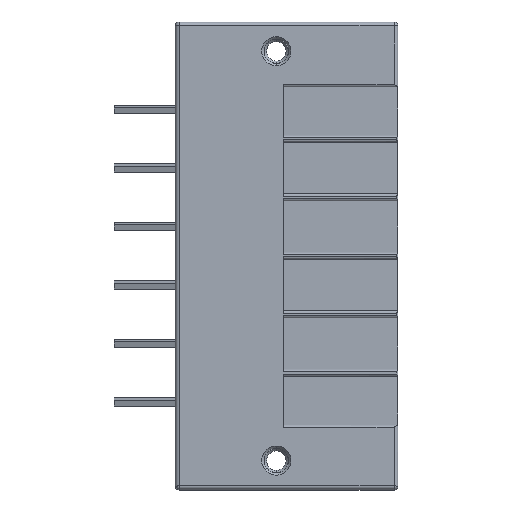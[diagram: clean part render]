
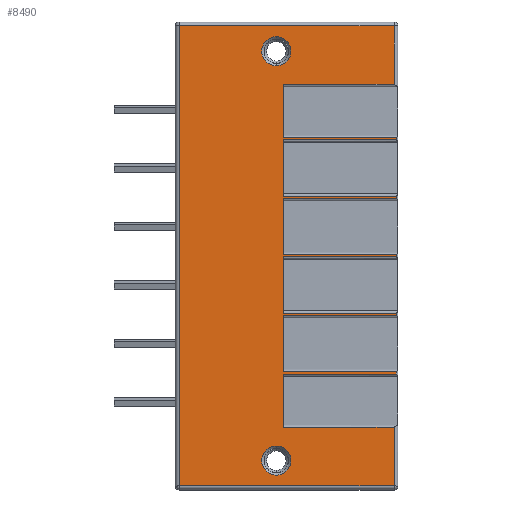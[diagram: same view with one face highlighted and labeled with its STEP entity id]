
A CAD part, top view. The second image highlights one B-rep face of the part: STEP entity #8490.
In plain terms, the highlighted planar face has unit normal (0, 0, 1).
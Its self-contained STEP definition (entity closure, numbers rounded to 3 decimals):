
#192=CARTESIAN_POINT('',(2.,49.53,6.956));
#193=DIRECTION('',(0.,0.,-1.));
#194=DIRECTION('',(0.,1.,0.));
#195=AXIS2_PLACEMENT_3D('',#192,#193,#194);
#197=CARTESIAN_POINT('',(2.,49.53,6.956));
#198=DIRECTION('',(0.,0.,-1.));
#199=DIRECTION('',(0.,-1.,0.));
#200=AXIS2_PLACEMENT_3D('',#197,#198,#199);
#202=CARTESIAN_POINT('',(2.,-3.81,6.956));
#203=DIRECTION('',(0.,0.,-1.));
#204=DIRECTION('',(0.,1.,0.));
#205=AXIS2_PLACEMENT_3D('',#202,#203,#204);
#207=CARTESIAN_POINT('',(2.,-3.81,6.956));
#208=DIRECTION('',(0.,0.,-1.));
#209=DIRECTION('',(0.,-1.,0.));
#210=AXIS2_PLACEMENT_3D('',#207,#208,#209);
#212=DIRECTION('',(0.,-1.,0.));
#213=VECTOR('',#212,7.63);
#214=CARTESIAN_POINT('',(17.35,0.51,6.956));
#215=LINE('',#214,#213);
#216=DIRECTION('',(1.,0.,0.));
#217=VECTOR('',#216,28.);
#218=CARTESIAN_POINT('',(-10.65,-7.12,6.956));
#219=LINE('',#218,#217);
#220=DIRECTION('',(-1.,0.,0.));
#221=VECTOR('',#220,28.);
#222=CARTESIAN_POINT('',(17.35,52.84,6.956));
#223=LINE('',#222,#221);
#224=DIRECTION('',(0.,-1.,0.));
#225=VECTOR('',#224,7.63);
#226=CARTESIAN_POINT('',(17.35,52.84,6.956));
#227=LINE('',#226,#225);
#228=DIRECTION('',(1.,0.,0.));
#229=VECTOR('',#228,14.45);
#230=CARTESIAN_POINT('',(2.9,45.21,6.956));
#231=LINE('',#230,#229);
#232=DIRECTION('',(0.,-1.,0.));
#233=VECTOR('',#232,6.94);
#234=CARTESIAN_POINT('',(2.9,45.21,6.956));
#235=LINE('',#234,#233);
#236=DIRECTION('',(1.,0.,0.));
#237=VECTOR('',#236,14.75);
#238=CARTESIAN_POINT('',(2.9,38.27,6.956));
#239=LINE('',#238,#237);
#240=DIRECTION('',(1.,0.,0.));
#241=VECTOR('',#240,14.75);
#242=CARTESIAN_POINT('',(2.9,37.975,6.956));
#243=LINE('',#242,#241);
#244=DIRECTION('',(0.,-1.,0.));
#245=VECTOR('',#244,7.32);
#246=CARTESIAN_POINT('',(2.9,37.975,6.956));
#247=LINE('',#246,#245);
#248=DIRECTION('',(-1.,0.,0.));
#249=VECTOR('',#248,14.75);
#250=CARTESIAN_POINT('',(17.65,30.655,6.956));
#251=LINE('',#250,#249);
#252=DIRECTION('',(1.,0.,0.));
#253=VECTOR('',#252,14.75);
#254=CARTESIAN_POINT('',(2.9,30.355,6.956));
#255=LINE('',#254,#253);
#256=DIRECTION('',(0.,-1.,0.));
#257=VECTOR('',#256,7.32);
#258=CARTESIAN_POINT('',(2.9,30.355,6.956));
#259=LINE('',#258,#257);
#260=DIRECTION('',(-1.,0.,0.));
#261=VECTOR('',#260,14.75);
#262=CARTESIAN_POINT('',(17.65,23.035,6.956));
#263=LINE('',#262,#261);
#264=DIRECTION('',(1.,0.,0.));
#265=VECTOR('',#264,14.75);
#266=CARTESIAN_POINT('',(2.9,22.735,6.956));
#267=LINE('',#266,#265);
#268=DIRECTION('',(0.,-1.,0.));
#269=VECTOR('',#268,7.32);
#270=CARTESIAN_POINT('',(2.9,22.735,6.956));
#271=LINE('',#270,#269);
#272=DIRECTION('',(-1.,0.,0.));
#273=VECTOR('',#272,14.75);
#274=CARTESIAN_POINT('',(17.65,15.415,6.956));
#275=LINE('',#274,#273);
#276=DIRECTION('',(1.,0.,0.));
#277=VECTOR('',#276,14.75);
#278=CARTESIAN_POINT('',(2.9,15.115,6.956));
#279=LINE('',#278,#277);
#280=DIRECTION('',(0.,-1.,0.));
#281=VECTOR('',#280,7.32);
#282=CARTESIAN_POINT('',(2.9,15.115,6.956));
#283=LINE('',#282,#281);
#284=DIRECTION('',(-1.,0.,0.));
#285=VECTOR('',#284,14.75);
#286=CARTESIAN_POINT('',(17.65,7.795,6.956));
#287=LINE('',#286,#285);
#288=DIRECTION('',(-1.,0.,0.));
#289=VECTOR('',#288,14.75);
#290=CARTESIAN_POINT('',(17.65,7.45,6.956));
#291=LINE('',#290,#289);
#292=DIRECTION('',(0.,1.,0.));
#293=VECTOR('',#292,6.94);
#294=CARTESIAN_POINT('',(2.9,0.51,6.956));
#295=LINE('',#294,#293);
#296=DIRECTION('',(-1.,0.,0.));
#297=VECTOR('',#296,14.45);
#298=CARTESIAN_POINT('',(17.35,0.51,6.956));
#299=LINE('',#298,#297);
#1089=DIRECTION('',(0.,-1.,0.));
#1090=VECTOR('',#1089,59.96);
#1091=CARTESIAN_POINT('',(-10.65,52.84,6.956));
#1092=LINE('',#1091,#1090);
#2643=CARTESIAN_POINT('',(17.35,45.21,6.956));
#2675=DIRECTION('',(0.,1.,0.));
#2676=VECTOR('',#2675,0.295);
#2677=CARTESIAN_POINT('',(17.65,37.975,6.956));
#2678=LINE('',#2677,#2676);
#2697=DIRECTION('',(0.,1.,0.));
#2698=VECTOR('',#2697,0.3);
#2699=CARTESIAN_POINT('',(17.65,30.355,6.956));
#2700=LINE('',#2699,#2698);
#2719=DIRECTION('',(0.,1.,0.));
#2720=VECTOR('',#2719,0.3);
#2721=CARTESIAN_POINT('',(17.65,22.735,6.956));
#2722=LINE('',#2721,#2720);
#2741=DIRECTION('',(0.,1.,0.));
#2742=VECTOR('',#2741,0.3);
#2743=CARTESIAN_POINT('',(17.65,15.115,6.956));
#2744=LINE('',#2743,#2742);
#2763=DIRECTION('',(0.,1.,0.));
#2764=VECTOR('',#2763,0.345);
#2765=CARTESIAN_POINT('',(17.65,7.45,6.956));
#2766=LINE('',#2765,#2764);
#5160=CARTESIAN_POINT('',(17.35,0.51,6.956));
#6433=CARTESIAN_POINT('',(2.9,45.21,6.956));
#6434=CARTESIAN_POINT('',(2.9,38.27,6.956));
#6435=VERTEX_POINT('',#6433);
#6436=VERTEX_POINT('',#6434);
#6437=CARTESIAN_POINT('',(17.65,38.27,6.956));
#6438=VERTEX_POINT('',#6437);
#6526=CARTESIAN_POINT('',(2.9,37.975,6.956));
#6527=CARTESIAN_POINT('',(17.65,37.975,6.956));
#6528=VERTEX_POINT('',#6526);
#6529=VERTEX_POINT('',#6527);
#6530=CARTESIAN_POINT('',(17.65,30.655,6.956));
#6531=CARTESIAN_POINT('',(2.9,30.655,6.956));
#6532=VERTEX_POINT('',#6530);
#6533=VERTEX_POINT('',#6531);
#6696=CARTESIAN_POINT('',(2.9,30.355,6.956));
#6697=CARTESIAN_POINT('',(17.65,30.355,6.956));
#6698=VERTEX_POINT('',#6696);
#6699=VERTEX_POINT('',#6697);
#6700=CARTESIAN_POINT('',(17.65,23.035,6.956));
#6701=CARTESIAN_POINT('',(2.9,23.035,6.956));
#6702=VERTEX_POINT('',#6700);
#6703=VERTEX_POINT('',#6701);
#6910=CARTESIAN_POINT('',(2.9,0.51,6.956));
#6911=VERTEX_POINT('',#6910);
#6912=CARTESIAN_POINT('',(2.9,7.45,6.956));
#6913=VERTEX_POINT('',#6912);
#6920=CARTESIAN_POINT('',(17.65,7.45,6.956));
#6921=VERTEX_POINT('',#6920);
#7003=CARTESIAN_POINT('',(2.9,22.735,6.956));
#7004=CARTESIAN_POINT('',(17.65,22.735,6.956));
#7005=VERTEX_POINT('',#7003);
#7006=VERTEX_POINT('',#7004);
#7007=CARTESIAN_POINT('',(17.65,15.415,6.956));
#7008=CARTESIAN_POINT('',(2.9,15.415,6.956));
#7009=VERTEX_POINT('',#7007);
#7010=VERTEX_POINT('',#7008);
#7173=CARTESIAN_POINT('',(2.9,15.115,6.956));
#7174=CARTESIAN_POINT('',(17.65,15.115,6.956));
#7175=VERTEX_POINT('',#7173);
#7176=VERTEX_POINT('',#7174);
#7177=CARTESIAN_POINT('',(17.65,7.795,6.956));
#7178=CARTESIAN_POINT('',(2.9,7.795,6.956));
#7179=VERTEX_POINT('',#7177);
#7180=VERTEX_POINT('',#7178);
#7960=CARTESIAN_POINT('',(2.,51.43,6.956));
#7961=CARTESIAN_POINT('',(2.,47.63,6.956));
#7962=VERTEX_POINT('',#7960);
#7963=VERTEX_POINT('',#7961);
#7972=VERTEX_POINT('',#2643);
#7973=CARTESIAN_POINT('',(17.35,52.84,6.956));
#7974=VERTEX_POINT('',#7973);
#7993=CARTESIAN_POINT('',(-10.65,52.84,6.956));
#7994=VERTEX_POINT('',#7993);
#8124=CARTESIAN_POINT('',(2.,-1.91,6.956));
#8125=CARTESIAN_POINT('',(2.,-5.71,6.956));
#8126=VERTEX_POINT('',#8124);
#8127=VERTEX_POINT('',#8125);
#8132=VERTEX_POINT('',#5160);
#8138=CARTESIAN_POINT('',(17.35,-7.12,6.956));
#8139=VERTEX_POINT('',#8138);
#8154=CARTESIAN_POINT('',(-10.65,-7.12,6.956));
#8155=VERTEX_POINT('',#8154);
#8416=CARTESIAN_POINT('',(-10.95,0.,6.956));
#8417=DIRECTION('',(0.,0.,1.));
#8418=DIRECTION('',(1.,0.,0.));
#8419=AXIS2_PLACEMENT_3D('',#8416,#8417,#8418);
#8420=PLANE('',#8419);
#8422=ORIENTED_EDGE('',*,*,#8421,.T.);
#8424=ORIENTED_EDGE('',*,*,#8423,.F.);
#8426=ORIENTED_EDGE('',*,*,#8425,.F.);
#8428=ORIENTED_EDGE('',*,*,#8427,.F.);
#8430=ORIENTED_EDGE('',*,*,#8429,.T.);
#8432=ORIENTED_EDGE('',*,*,#8431,.F.);
#8434=ORIENTED_EDGE('',*,*,#8433,.T.);
#8436=ORIENTED_EDGE('',*,*,#8435,.T.);
#8438=ORIENTED_EDGE('',*,*,#8437,.F.);
#8440=ORIENTED_EDGE('',*,*,#8439,.F.);
#8442=ORIENTED_EDGE('',*,*,#8441,.T.);
#8444=ORIENTED_EDGE('',*,*,#8443,.F.);
#8446=ORIENTED_EDGE('',*,*,#8445,.F.);
#8448=ORIENTED_EDGE('',*,*,#8447,.F.);
#8450=ORIENTED_EDGE('',*,*,#8449,.T.);
#8452=ORIENTED_EDGE('',*,*,#8451,.F.);
#8454=ORIENTED_EDGE('',*,*,#8453,.F.);
#8456=ORIENTED_EDGE('',*,*,#8455,.F.);
#8458=ORIENTED_EDGE('',*,*,#8457,.T.);
#8460=ORIENTED_EDGE('',*,*,#8459,.F.);
#8462=ORIENTED_EDGE('',*,*,#8461,.F.);
#8464=ORIENTED_EDGE('',*,*,#8463,.F.);
#8466=ORIENTED_EDGE('',*,*,#8465,.T.);
#8468=ORIENTED_EDGE('',*,*,#8467,.F.);
#8470=ORIENTED_EDGE('',*,*,#8469,.F.);
#8472=ORIENTED_EDGE('',*,*,#8471,.T.);
#8474=ORIENTED_EDGE('',*,*,#8473,.F.);
#8476=ORIENTED_EDGE('',*,*,#8475,.F.);
#8477=EDGE_LOOP('',(#8422,#8424,#8426,#8428,#8430,#8432,#8434,#8436,#8438,#8440,
#8442,#8444,#8446,#8448,#8450,#8452,#8454,#8456,#8458,#8460,#8462,#8464,#8466,
#8468,#8470,#8472,#8474,#8476));
#8478=FACE_OUTER_BOUND('',#8477,.F.);
#8480=ORIENTED_EDGE('',*,*,#8479,.F.);
#8481=ORIENTED_EDGE('',*,*,#8406,.F.);
#8482=EDGE_LOOP('',(#8480,#8481));
#8483=FACE_BOUND('',#8482,.F.);
#8485=ORIENTED_EDGE('',*,*,#8484,.F.);
#8487=ORIENTED_EDGE('',*,*,#8486,.F.);
#8488=EDGE_LOOP('',(#8485,#8487));
#8489=FACE_BOUND('',#8488,.F.);
#8490=ADVANCED_FACE('',(#8478,#8483,#8489),#8420,.T.);
#196=CIRCLE('',#195,1.9);
#201=CIRCLE('',#200,1.9);
#206=CIRCLE('',#205,1.9);
#211=CIRCLE('',#210,1.9);
#8406=EDGE_CURVE('',#8127,#8126,#211,.T.);
#8421=EDGE_CURVE('',#8132,#8139,#215,.T.);
#8423=EDGE_CURVE('',#8155,#8139,#219,.T.);
#8425=EDGE_CURVE('',#7994,#8155,#1092,.T.);
#8427=EDGE_CURVE('',#7974,#7994,#223,.T.);
#8429=EDGE_CURVE('',#7974,#7972,#227,.T.);
#8431=EDGE_CURVE('',#6435,#7972,#231,.T.);
#8433=EDGE_CURVE('',#6435,#6436,#235,.T.);
#8435=EDGE_CURVE('',#6436,#6438,#239,.T.);
#8437=EDGE_CURVE('',#6529,#6438,#2678,.T.);
#8439=EDGE_CURVE('',#6528,#6529,#243,.T.);
#8441=EDGE_CURVE('',#6528,#6533,#247,.T.);
#8443=EDGE_CURVE('',#6532,#6533,#251,.T.);
#8445=EDGE_CURVE('',#6699,#6532,#2700,.T.);
#8447=EDGE_CURVE('',#6698,#6699,#255,.T.);
#8449=EDGE_CURVE('',#6698,#6703,#259,.T.);
#8451=EDGE_CURVE('',#6702,#6703,#263,.T.);
#8453=EDGE_CURVE('',#7006,#6702,#2722,.T.);
#8455=EDGE_CURVE('',#7005,#7006,#267,.T.);
#8457=EDGE_CURVE('',#7005,#7010,#271,.T.);
#8459=EDGE_CURVE('',#7009,#7010,#275,.T.);
#8461=EDGE_CURVE('',#7176,#7009,#2744,.T.);
#8463=EDGE_CURVE('',#7175,#7176,#279,.T.);
#8465=EDGE_CURVE('',#7175,#7180,#283,.T.);
#8467=EDGE_CURVE('',#7179,#7180,#287,.T.);
#8469=EDGE_CURVE('',#6921,#7179,#2766,.T.);
#8471=EDGE_CURVE('',#6921,#6913,#291,.T.);
#8473=EDGE_CURVE('',#6911,#6913,#295,.T.);
#8475=EDGE_CURVE('',#8132,#6911,#299,.T.);
#8479=EDGE_CURVE('',#8126,#8127,#206,.T.);
#8484=EDGE_CURVE('',#7962,#7963,#196,.T.);
#8486=EDGE_CURVE('',#7963,#7962,#201,.T.);
